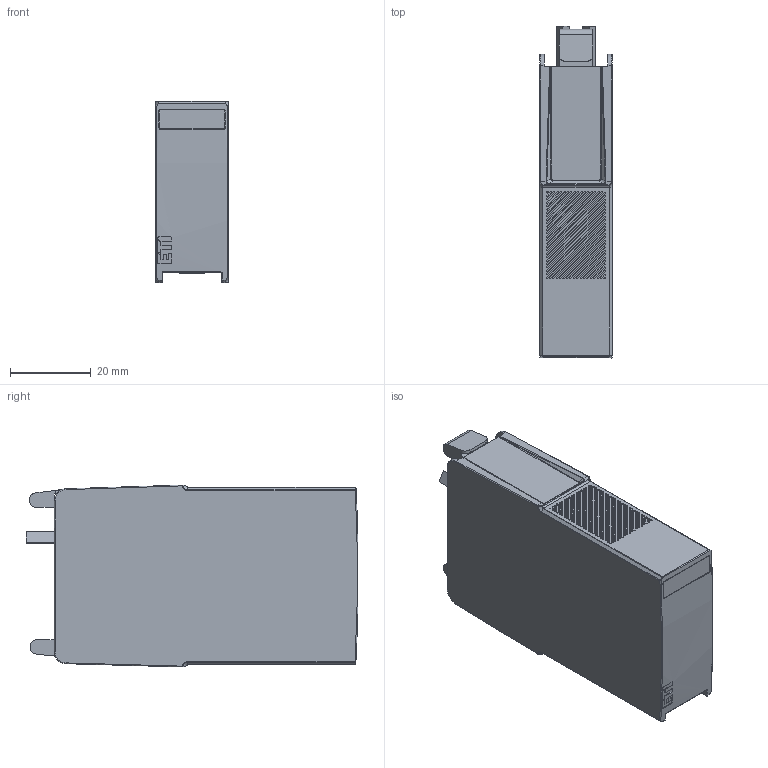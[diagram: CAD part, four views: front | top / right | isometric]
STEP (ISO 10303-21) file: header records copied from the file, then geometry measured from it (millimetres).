
FILE_DESCRIPTION((''),'2;1');
FILE_NAME('002440512_ETITEC_M_T12_PV_1100-_ASM','2023-08-29T13:51:37',('klemen.sitar'),('Audax d.o.o.'),'CREO PARAMETRIC BY PTC INC, 2021304','CREO PARAMETRIC BY PTC INC, 2021304','');
FILE_SCHEMA(('AP242_MANAGED_MODEL_BASED_3D_ENGINEERING_MIM_LF { 1 0 10303 442 1 1 4 }'));
Products named in the file (11): X2_ASM; IZ59_0523_MOD_EM_T12_PV_550_6_4; PART1_1_3_1_1_1_2_3_4_1; PART1_1_3_1_1_1_2_3_4_2; PART1_1_3_1_1_1_2_3_4_3; PART1_1_3_1_1_1_2_3_4_ASM; LOGO_ASM_1_ASM_1_ASM_1_1_2_ASM; 002440520_MOD_M_T12_PV_550-6__3_ASM; ASM0002_ASM; PRT0003; 002440512_ETITEC_M_T12_PV_1100-_ASM
Assembly tree (10 placements, depth 6):
  002440512_ETITEC_M_T12_PV_1100-_ASM
    X2_ASM
    ASM0002_ASM
      002440520_MOD_M_T12_PV_550-6__3_ASM
        IZ59_0523_MOD_EM_T12_PV_550_6_4
        LOGO_ASM_1_ASM_1_ASM_1_1_2_ASM
          PART1_1_3_1_1_1_2_3_4_ASM
            PART1_1_3_1_1_1_2_3_4_1
            PART1_1_3_1_1_1_2_3_4_2
            PART1_1_3_1_1_1_2_3_4_3
    PRT0003
Bounding box: 18 x 82.14 x 45 mm (x, y, z)
Volume: 55494.5 mm3; surface area: 12571.8 mm2
Topology: 5 solids, 5 shells, 504 faces, 1426 edges, 967 vertices
Faces by surface type: plane 263, cylinder 177, torus 22, bspline 21, sphere 17, cone 4
Entity records: 27111 total; most frequent: CARTESIAN_POINT 5272, ORIENTED_EDGE 2818, DIRECTION 2808, PRESENTATION_STYLE_ASSIGNMENT 1898, STYLED_ITEM 1898, CURVE_STYLE 1409, EDGE_CURVE 1409, AXIS2_PLACEMENT_3D 1034
